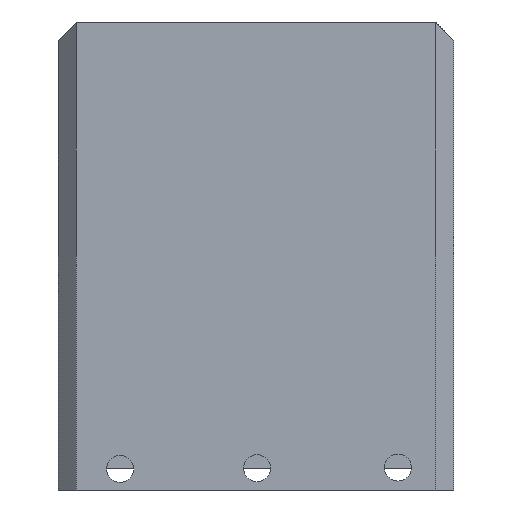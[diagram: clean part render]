
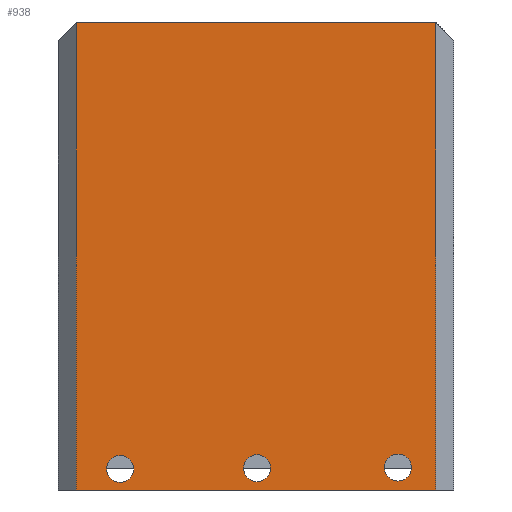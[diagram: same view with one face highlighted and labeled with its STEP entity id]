
A CAD part, left-side view. The second image highlights one B-rep face of the part: STEP entity #938.
In plain terms, the highlighted planar face has unit normal (-1, 0, 0).
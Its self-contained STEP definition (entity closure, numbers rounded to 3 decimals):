
#24=FACE_BOUND('',#174,.T.);
#25=FACE_BOUND('',#175,.T.);
#26=FACE_BOUND('',#176,.T.);
#75=PLANE('',#1036);
#120=FACE_OUTER_BOUND('',#173,.T.);
#173=EDGE_LOOP('',(#788,#789,#790,#791));
#174=EDGE_LOOP('',(#792));
#175=EDGE_LOOP('',(#793));
#176=EDGE_LOOP('',(#794));
#242=LINE('',#1367,#326);
#255=LINE('',#1393,#339);
#264=LINE('',#1410,#348);
#287=LINE('',#1520,#371);
#326=VECTOR('',#1102,10.);
#339=VECTOR('',#1121,10.);
#348=VECTOR('',#1134,10.);
#371=VECTOR('',#1259,10.);
#415=CIRCLE('',#1021,1.5);
#419=CIRCLE('',#1027,1.5);
#423=CIRCLE('',#1033,1.5);
#445=VERTEX_POINT('',#1365);
#446=VERTEX_POINT('',#1366);
#456=VERTEX_POINT('',#1392);
#459=VERTEX_POINT('',#1400);
#489=VERTEX_POINT('',#1488);
#493=VERTEX_POINT('',#1500);
#497=VERTEX_POINT('',#1512);
#534=EDGE_CURVE('',#445,#446,#242,.T.);
#547=EDGE_CURVE('',#456,#446,#255,.T.);
#556=EDGE_CURVE('',#456,#459,#264,.T.);
#595=EDGE_CURVE('',#489,#489,#415,.T.);
#601=EDGE_CURVE('',#493,#493,#419,.T.);
#607=EDGE_CURVE('',#497,#497,#423,.T.);
#611=EDGE_CURVE('',#445,#459,#287,.T.);
#788=ORIENTED_EDGE('',*,*,#534,.F.);
#789=ORIENTED_EDGE('',*,*,#611,.T.);
#790=ORIENTED_EDGE('',*,*,#556,.F.);
#791=ORIENTED_EDGE('',*,*,#547,.T.);
#792=ORIENTED_EDGE('',*,*,#595,.T.);
#793=ORIENTED_EDGE('',*,*,#601,.T.);
#794=ORIENTED_EDGE('',*,*,#607,.T.);
#938=ADVANCED_FACE('',(#120,#24,#25,#26),#75,.T.);
#1021=AXIS2_PLACEMENT_3D('',#1489,#1221,#1222);
#1027=AXIS2_PLACEMENT_3D('',#1501,#1235,#1236);
#1033=AXIS2_PLACEMENT_3D('',#1513,#1249,#1250);
#1036=AXIS2_PLACEMENT_3D('',#1519,#1257,#1258);
#1102=DIRECTION('',(0.,0.,-1.));
#1121=DIRECTION('',(0.,-1.,0.));
#1134=DIRECTION('',(0.,0.,1.));
#1221=DIRECTION('center_axis',(1.,0.,0.));
#1222=DIRECTION('ref_axis',(0.,-1.,0.));
#1235=DIRECTION('center_axis',(1.,0.,0.));
#1236=DIRECTION('ref_axis',(0.,-1.,0.));
#1249=DIRECTION('center_axis',(1.,0.,0.));
#1250=DIRECTION('ref_axis',(0.,-1.,0.));
#1257=DIRECTION('center_axis',(-1.,0.,0.));
#1258=DIRECTION('ref_axis',(0.,0.,-1.));
#1259=DIRECTION('',(0.,1.,0.));
#1365=CARTESIAN_POINT('',(-95.62,121.587,67.087));
#1366=CARTESIAN_POINT('',(-95.62,121.587,15.087));
#1367=CARTESIAN_POINT('',(-95.62,121.587,52.837));
#1392=CARTESIAN_POINT('',(-95.62,161.587,15.087));
#1393=CARTESIAN_POINT('',(-95.62,141.587,15.087));
#1400=CARTESIAN_POINT('',(-95.62,161.587,67.087));
#1410=CARTESIAN_POINT('',(-95.62,161.587,52.837));
#1488=CARTESIAN_POINT('',(-95.62,142.966,17.503));
#1489=CARTESIAN_POINT('Origin',(-95.62,141.466,17.503));
#1500=CARTESIAN_POINT('',(-95.62,158.179,17.427));
#1501=CARTESIAN_POINT('Origin',(-95.62,156.679,17.427));
#1512=CARTESIAN_POINT('',(-95.62,127.318,17.578));
#1513=CARTESIAN_POINT('Origin',(-95.62,125.818,17.578));
#1519=CARTESIAN_POINT('Origin',(-95.62,141.587,41.087));
#1520=CARTESIAN_POINT('',(-95.62,141.587,67.087));
